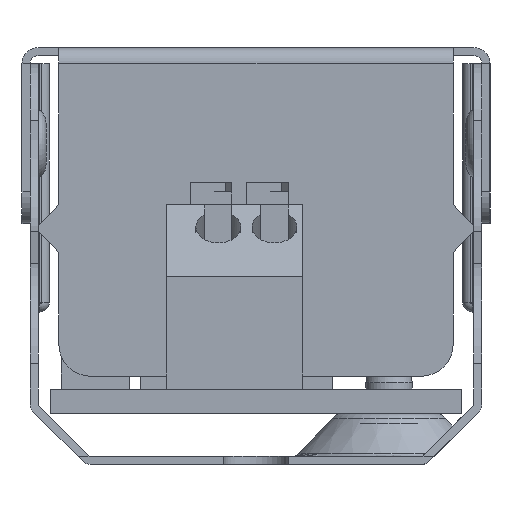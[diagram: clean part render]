
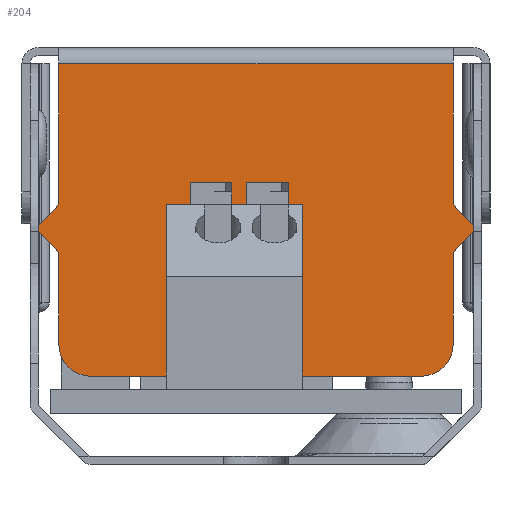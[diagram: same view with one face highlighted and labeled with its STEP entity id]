
A CAD part, left-side view. The second image highlights one B-rep face of the part: STEP entity #204.
In plain terms, the highlighted planar face has unit normal (-1, 0, 0).
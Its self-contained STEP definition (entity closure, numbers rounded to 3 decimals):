
#204=ADVANCED_FACE('',(#1672),#1674,.T.);
#1672=FACE_BOUND('',#1673,.T.);
#1673=EDGE_LOOP('',(#3812,#3813,#3814,#3815,#3816,#3817,#3818,#3819,#3820,#3821,
#3822,#3823,#3824,#3825));
#1674=PLANE('',#1675);
#1675=AXIS2_PLACEMENT_3D('',#1676,#1677,#1678);
#1676=CARTESIAN_POINT('',(-72.5,-12.3,5.5));
#1677=DIRECTION('',(-1.,0.,0.));
#1678=DIRECTION('',(0.,0.,1.));
#3812=ORIENTED_EDGE('',*,*,#5114,.F.);
#3813=ORIENTED_EDGE('',*,*,#5115,.F.);
#3814=ORIENTED_EDGE('',*,*,#5116,.F.);
#3815=ORIENTED_EDGE('',*,*,#5117,.T.);
#3816=ORIENTED_EDGE('',*,*,#5118,.T.);
#3817=ORIENTED_EDGE('',*,*,#4973,.T.);
#3818=ORIENTED_EDGE('',*,*,#5113,.T.);
#3819=ORIENTED_EDGE('',*,*,#5119,.T.);
#3820=ORIENTED_EDGE('',*,*,#5120,.T.);
#3821=ORIENTED_EDGE('',*,*,#5121,.F.);
#3822=ORIENTED_EDGE('',*,*,#5122,.T.);
#3823=ORIENTED_EDGE('',*,*,#5123,.T.);
#3824=ORIENTED_EDGE('',*,*,#5124,.T.);
#3825=ORIENTED_EDGE('',*,*,#5125,.F.);
#4973=EDGE_CURVE('',#6040,#6038,#6041,.T.);
#5113=EDGE_CURVE('',#6038,#6268,#6270,.T.);
#5114=EDGE_CURVE('',#6271,#6272,#6273,.F.);
#5115=EDGE_CURVE('',#6274,#6271,#6275,.T.);
#5116=EDGE_CURVE('',#6276,#6274,#6277,.F.);
#5117=EDGE_CURVE('',#6276,#6278,#6279,.T.);
#5118=EDGE_CURVE('',#6278,#6040,#6280,.T.);
#5119=EDGE_CURVE('',#6268,#6281,#6282,.T.);
#5120=EDGE_CURVE('',#6281,#6283,#6284,.T.);
#5121=EDGE_CURVE('',#6285,#6283,#6286,.T.);
#5122=EDGE_CURVE('',#6285,#6287,#6288,.T.);
#5123=EDGE_CURVE('',#6287,#6289,#6290,.T.);
#5124=EDGE_CURVE('',#6289,#6291,#6292,.T.);
#5125=EDGE_CURVE('',#6272,#6291,#6293,.T.);
#6038=VERTEX_POINT('',#8309);
#6040=VERTEX_POINT('',#8313);
#6041=LINE('',#8314,#8315);
#6268=VERTEX_POINT('',#8935);
#6270=LINE('',#8939,#8940);
#6271=VERTEX_POINT('',#8942);
#6272=VERTEX_POINT('',#8943);
#6273=CIRCLE('',#8944,2.);
#6274=VERTEX_POINT('',#8948);
#6275=LINE('',#8949,#8950);
#6276=VERTEX_POINT('',#8952);
#6277=CIRCLE('',#8953,2.);
#6278=VERTEX_POINT('',#8957);
#6279=LINE('',#8958,#8959);
#6280=LINE('',#8961,#8962);
#6281=VERTEX_POINT('',#8964);
#6282=LINE('',#8965,#8966);
#6283=VERTEX_POINT('',#8968);
#6284=LINE('',#8969,#8970);
#6285=VERTEX_POINT('',#8972);
#6286=LINE('',#8973,#8974);
#6287=VERTEX_POINT('',#8976);
#6288=LINE('',#8977,#8978);
#6289=VERTEX_POINT('',#8980);
#6290=LINE('',#8981,#8982);
#6291=VERTEX_POINT('',#8984);
#6292=LINE('',#8985,#8986);
#6293=LINE('',#8988,#8989);
#8309=CARTESIAN_POINT('',(-72.5,-13.6,14.814));
#8313=CARTESIAN_POINT('',(-72.5,-13.6,14.6));
#8314=CARTESIAN_POINT('',(-72.5,-13.6,14.6));
#8315=VECTOR('',#8316,1.);
#8316=DIRECTION('',(0.,0.,1.));
#8935=CARTESIAN_POINT('',(-72.5,-12.3,16.207));
#8939=CARTESIAN_POINT('',(-72.5,-13.6,14.814));
#8940=VECTOR('',#8941,1.);
#8941=DIRECTION('',(0.,0.682,0.731));
#8942=CARTESIAN_POINT('',(-72.5,10.3,5.5));
#8943=CARTESIAN_POINT('',(-72.5,12.3,7.5));
#8944=AXIS2_PLACEMENT_3D('',#8945,#8946,#8947);
#8945=CARTESIAN_POINT('',(-72.5,10.3,7.5));
#8946=DIRECTION('',(-1.,0.,0.));
#8947=DIRECTION('',(0.,1.,0.));
#8948=CARTESIAN_POINT('',(-72.5,-10.3,5.5));
#8949=CARTESIAN_POINT('',(-72.5,-10.3,5.5));
#8950=VECTOR('',#8951,1.);
#8951=DIRECTION('',(0.,1.,0.));
#8952=CARTESIAN_POINT('',(-72.5,-12.3,7.5));
#8953=AXIS2_PLACEMENT_3D('',#8954,#8955,#8956);
#8954=CARTESIAN_POINT('',(-72.5,-10.3,7.5));
#8955=DIRECTION('',(-1.,0.,0.));
#8956=DIRECTION('',(0.,0.,-1.));
#8957=CARTESIAN_POINT('',(-72.5,-12.3,13.207));
#8958=CARTESIAN_POINT('',(-72.5,-12.3,7.5));
#8959=VECTOR('',#8960,1.);
#8960=DIRECTION('',(0.,0.,1.));
#8961=CARTESIAN_POINT('',(-72.5,-12.3,13.207));
#8962=VECTOR('',#8963,1.);
#8963=DIRECTION('',(0.,-0.682,0.731));
#8964=CARTESIAN_POINT('',(-72.5,-12.3,25.));
#8965=CARTESIAN_POINT('',(-72.5,-12.3,16.207));
#8966=VECTOR('',#8967,1.);
#8967=DIRECTION('',(0.,0.,1.));
#8968=CARTESIAN_POINT('',(-72.5,12.3,25.));
#8969=CARTESIAN_POINT('',(-72.5,-12.3,25.));
#8970=VECTOR('',#8971,1.);
#8971=DIRECTION('',(0.,1.,0.));
#8972=CARTESIAN_POINT('',(-72.5,12.3,16.207));
#8973=CARTESIAN_POINT('',(-72.5,12.3,16.207));
#8974=VECTOR('',#8975,1.);
#8975=DIRECTION('',(0.,0.,1.));
#8976=CARTESIAN_POINT('',(-72.5,13.6,14.814));
#8977=CARTESIAN_POINT('',(-72.5,12.3,16.207));
#8978=VECTOR('',#8979,1.);
#8979=DIRECTION('',(0.,0.682,-0.731));
#8980=CARTESIAN_POINT('',(-72.5,13.6,14.6));
#8981=CARTESIAN_POINT('',(-72.5,13.6,14.814));
#8982=VECTOR('',#8983,1.);
#8983=DIRECTION('',(0.,0.,-1.));
#8984=CARTESIAN_POINT('',(-72.5,12.3,13.207));
#8985=CARTESIAN_POINT('',(-72.5,13.6,14.6));
#8986=VECTOR('',#8987,1.);
#8987=DIRECTION('',(0.,-0.682,-0.731));
#8988=CARTESIAN_POINT('',(-72.5,12.3,7.5));
#8989=VECTOR('',#8990,1.);
#8990=DIRECTION('',(0.,0.,1.));
